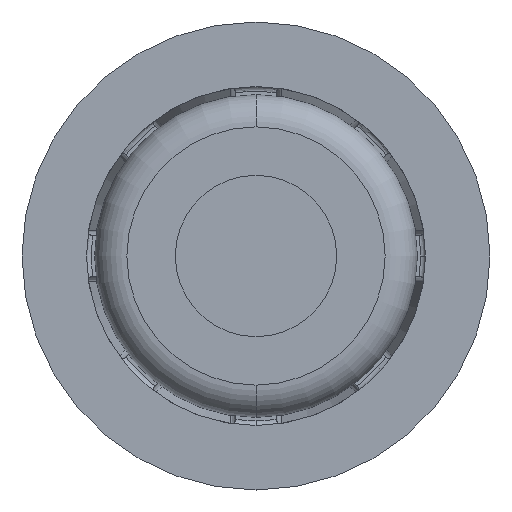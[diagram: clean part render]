
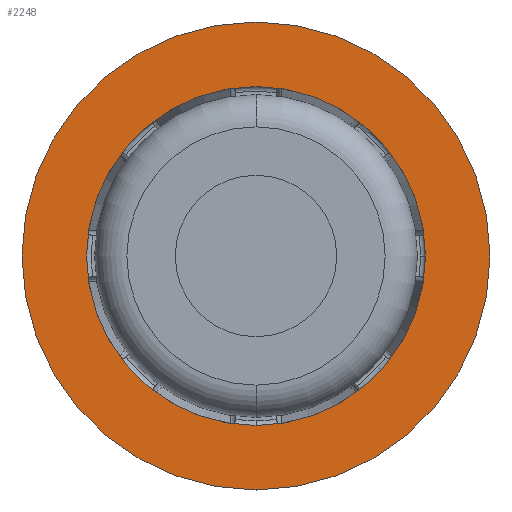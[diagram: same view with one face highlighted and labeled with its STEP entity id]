
A CAD part, front view. The second image highlights one B-rep face of the part: STEP entity #2248.
In plain terms, the highlighted planar face has unit normal (0, -1, 0).
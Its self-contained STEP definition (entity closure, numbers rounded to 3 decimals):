
#34 = AXIS2_PLACEMENT_3D ( 'NONE', #4052, #3050, #5511 ) ;
#141 = EDGE_CURVE ( 'NONE', #255, #4895, #3259, .T. ) ;
#209 = AXIS2_PLACEMENT_3D ( 'NONE', #5407, #3360, #5961 ) ;
#255 = VERTEX_POINT ( 'NONE', #1158 ) ;
#463 = VERTEX_POINT ( 'NONE', #1380 ) ;
#788 = DIRECTION ( 'NONE',  ( 0., -1., 0. ) ) ;
#875 = ORIENTED_EDGE ( 'NONE', *, *, #141, .T. ) ;
#1158 = CARTESIAN_POINT ( 'NONE',  ( 0., 2., -10.5 ) ) ;
#1175 = CARTESIAN_POINT ( 'NONE',  ( 0., 2., 10.5 ) ) ;
#1380 = CARTESIAN_POINT ( 'NONE',  ( 0., 2., -14.5 ) ) ;
#1635 = AXIS2_PLACEMENT_3D ( 'NONE', #3554, #4063, #5127 ) ;
#1691 = DIRECTION ( 'NONE',  ( 0., 1., 0. ) ) ;
#2104 = ORIENTED_EDGE ( 'NONE', *, *, #2407, .F. ) ;
#2216 = DIRECTION ( 'NONE',  ( 0., 0., 1. ) ) ;
#2248 = ADVANCED_FACE ( 'NONE', ( #3403, #6361 ), #4904, .T. ) ;
#2285 = CIRCLE ( 'NONE', #6560, 14.5 ) ;
#2407 = EDGE_CURVE ( 'NONE', #463, #5753, #2933, .T. ) ;
#2933 = CIRCLE ( 'NONE', #1635, 14.5 ) ;
#3050 = DIRECTION ( 'NONE',  ( 0., 1., 0. ) ) ;
#3259 = CIRCLE ( 'NONE', #34, 10.5 ) ;
#3360 = DIRECTION ( 'NONE',  ( 0., 1., 0. ) ) ;
#3403 = FACE_BOUND ( 'NONE', #4145, .T. ) ;
#3554 = CARTESIAN_POINT ( 'NONE',  ( 0., 2., 0. ) ) ;
#3591 = EDGE_CURVE ( 'NONE', #4895, #255, #5533, .T. ) ;
#4052 = CARTESIAN_POINT ( 'NONE',  ( 0., 2., 0. ) ) ;
#4063 = DIRECTION ( 'NONE',  ( 0., 1., 0. ) ) ;
#4145 = EDGE_LOOP ( 'NONE', ( #5440, #875 ) ) ;
#4301 = CARTESIAN_POINT ( 'NONE',  ( 0., 2., 0. ) ) ;
#4392 = CARTESIAN_POINT ( 'NONE',  ( -14.5, 2., 0. ) ) ;
#4859 = DIRECTION ( 'NONE',  ( 0., 0., -1. ) ) ;
#4895 = VERTEX_POINT ( 'NONE', #1175 ) ;
#4904 = PLANE ( 'NONE',  #5272 ) ;
#4908 = EDGE_CURVE ( 'NONE', #5753, #463, #2285, .T. ) ;
#4976 = EDGE_LOOP ( 'NONE', ( #5843, #2104 ) ) ;
#5127 = DIRECTION ( 'NONE',  ( 0., 0., 1. ) ) ;
#5272 = AXIS2_PLACEMENT_3D ( 'NONE', #4392, #788, #4859 ) ;
#5407 = CARTESIAN_POINT ( 'NONE',  ( 0., 2., 0. ) ) ;
#5440 = ORIENTED_EDGE ( 'NONE', *, *, #3591, .T. ) ;
#5511 = DIRECTION ( 'NONE',  ( 0., 0., 1. ) ) ;
#5533 = CIRCLE ( 'NONE', #209, 10.5 ) ;
#5753 = VERTEX_POINT ( 'NONE', #6450 ) ;
#5843 = ORIENTED_EDGE ( 'NONE', *, *, #4908, .F. ) ;
#5961 = DIRECTION ( 'NONE',  ( 0., 0., 1. ) ) ;
#6361 = FACE_OUTER_BOUND ( 'NONE', #4976, .T. ) ;
#6450 = CARTESIAN_POINT ( 'NONE',  ( 0., 2., 14.5 ) ) ;
#6560 = AXIS2_PLACEMENT_3D ( 'NONE', #4301, #1691, #2216 ) ;
